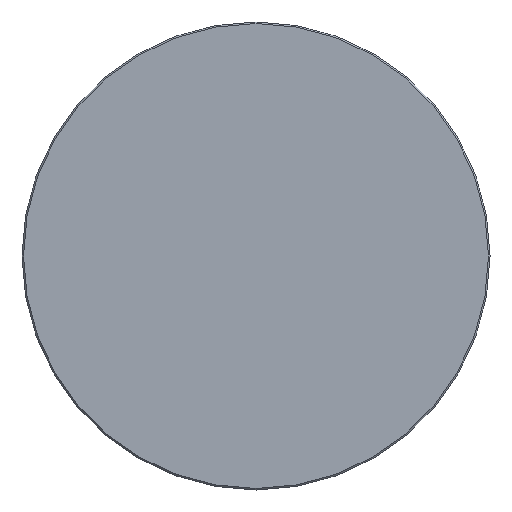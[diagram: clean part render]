
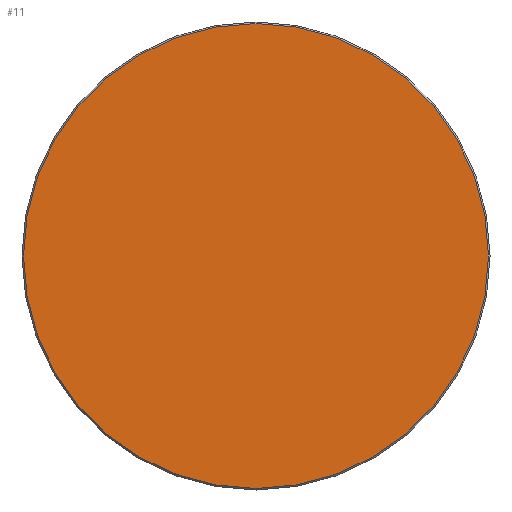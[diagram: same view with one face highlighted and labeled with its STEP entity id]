
A CAD part, front view. The second image highlights one B-rep face of the part: STEP entity #11.
In plain terms, the highlighted planar face has unit normal (0, -1, 0).
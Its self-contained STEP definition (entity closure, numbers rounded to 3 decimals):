
#7 = CIRCLE ( 'NONE', #249, 37.85 ) ;
#11 = ADVANCED_FACE ( 'NONE', ( #235 ), #95, .T. ) ;
#21 = CARTESIAN_POINT ( 'NONE',  ( 0., 0., 0. ) ) ;
#23 = DIRECTION ( 'NONE',  ( 0., -1., 0. ) ) ;
#52 = VERTEX_POINT ( 'NONE', #58 ) ;
#58 = CARTESIAN_POINT ( 'NONE',  ( 0., 0., -37.85 ) ) ;
#78 = EDGE_CURVE ( 'NONE', #225, #52, #7, .T. ) ;
#83 = EDGE_LOOP ( 'NONE', ( #107, #130 ) ) ;
#95 = PLANE ( 'NONE',  #106 ) ;
#96 = CARTESIAN_POINT ( 'NONE',  ( 0., 0., 0. ) ) ;
#106 = AXIS2_PLACEMENT_3D ( 'NONE', #213, #212, #233 ) ;
#107 = ORIENTED_EDGE ( 'NONE', *, *, #78, .T. ) ;
#119 = CARTESIAN_POINT ( 'NONE',  ( 0., 0., 37.85 ) ) ;
#128 = CIRCLE ( 'NONE', #168, 37.85 ) ;
#130 = ORIENTED_EDGE ( 'NONE', *, *, #173, .T. ) ;
#168 = AXIS2_PLACEMENT_3D ( 'NONE', #21, #176, #181 ) ;
#173 = EDGE_CURVE ( 'NONE', #52, #225, #128, .T. ) ;
#176 = DIRECTION ( 'NONE',  ( 0., -1., 0. ) ) ;
#181 = DIRECTION ( 'NONE',  ( 0., 0., -1. ) ) ;
#197 = DIRECTION ( 'NONE',  ( 0., 0., -1. ) ) ;
#212 = DIRECTION ( 'NONE',  ( 0., -1., 0. ) ) ;
#213 = CARTESIAN_POINT ( 'NONE',  ( 0., 0., 0. ) ) ;
#225 = VERTEX_POINT ( 'NONE', #119 ) ;
#233 = DIRECTION ( 'NONE',  ( 0., 0., -1. ) ) ;
#235 = FACE_OUTER_BOUND ( 'NONE', #83, .T. ) ;
#249 = AXIS2_PLACEMENT_3D ( 'NONE', #96, #23, #197 ) ;
